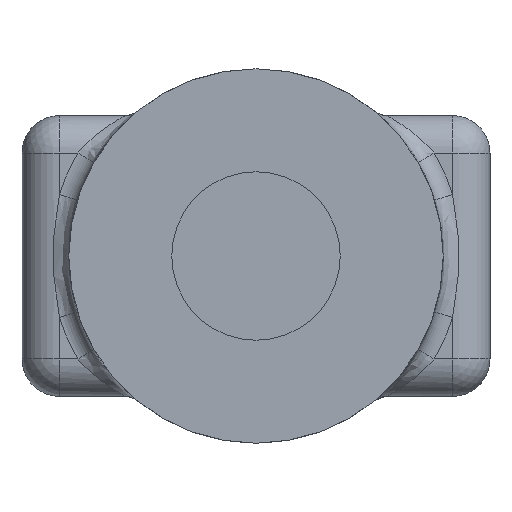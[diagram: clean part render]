
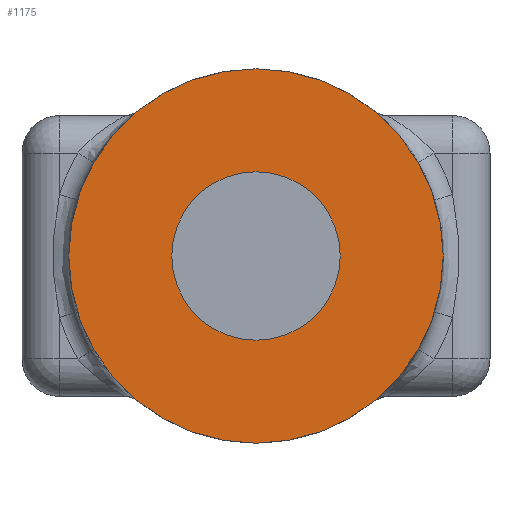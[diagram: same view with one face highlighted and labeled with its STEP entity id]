
A CAD part, front view. The second image highlights one B-rep face of the part: STEP entity #1175.
In plain terms, the highlighted planar face has unit normal (0, -1, 0).
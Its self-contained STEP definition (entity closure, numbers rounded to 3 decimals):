
#27=FACE_BOUND('',#264,.T.);
#41=PLANE('',#1326);
#182=FACE_OUTER_BOUND('',#263,.T.);
#263=EDGE_LOOP('',(#1063,#1064));
#264=EDGE_LOOP('',(#1065,#1066));
#451=CIRCLE('',#1324,100.);
#452=CIRCLE('',#1325,100.);
#453=CIRCLE('',#1327,45.);
#454=CIRCLE('',#1328,45.);
#550=VERTEX_POINT('',#2913);
#551=VERTEX_POINT('',#2914);
#552=VERTEX_POINT('',#2919);
#553=VERTEX_POINT('',#2920);
#721=EDGE_CURVE('',#550,#551,#451,.T.);
#722=EDGE_CURVE('',#551,#550,#452,.T.);
#724=EDGE_CURVE('',#552,#553,#453,.T.);
#725=EDGE_CURVE('',#553,#552,#454,.T.);
#1063=ORIENTED_EDGE('',*,*,#721,.T.);
#1064=ORIENTED_EDGE('',*,*,#722,.T.);
#1065=ORIENTED_EDGE('',*,*,#724,.F.);
#1066=ORIENTED_EDGE('',*,*,#725,.F.);
#1175=ADVANCED_FACE('',(#182,#27),#41,.T.);
#1324=AXIS2_PLACEMENT_3D('',#2915,#1651,#1652);
#1325=AXIS2_PLACEMENT_3D('',#2916,#1653,#1654);
#1326=AXIS2_PLACEMENT_3D('',#2918,#1656,#1657);
#1327=AXIS2_PLACEMENT_3D('',#2921,#1658,#1659);
#1328=AXIS2_PLACEMENT_3D('',#2922,#1660,#1661);
#1651=DIRECTION('center_axis',(0.,-1.,0.));
#1652=DIRECTION('ref_axis',(1.,0.,0.));
#1653=DIRECTION('center_axis',(0.,-1.,0.));
#1654=DIRECTION('ref_axis',(1.,0.,0.));
#1656=DIRECTION('center_axis',(0.,-1.,0.));
#1657=DIRECTION('ref_axis',(0.,0.,-1.));
#1658=DIRECTION('center_axis',(0.,-1.,0.));
#1659=DIRECTION('ref_axis',(1.,0.,0.));
#1660=DIRECTION('center_axis',(0.,-1.,0.));
#1661=DIRECTION('ref_axis',(1.,0.,0.));
#2913=CARTESIAN_POINT('',(100.,150.,0.));
#2914=CARTESIAN_POINT('',(-100.,150.,0.));
#2915=CARTESIAN_POINT('Origin',(0.,150.,0.));
#2916=CARTESIAN_POINT('Origin',(0.,150.,0.));
#2918=CARTESIAN_POINT('Origin',(45.,150.,0.));
#2919=CARTESIAN_POINT('',(45.,150.,0.));
#2920=CARTESIAN_POINT('',(-45.,150.,0.));
#2921=CARTESIAN_POINT('Origin',(0.,150.,0.));
#2922=CARTESIAN_POINT('Origin',(0.,150.,0.));
